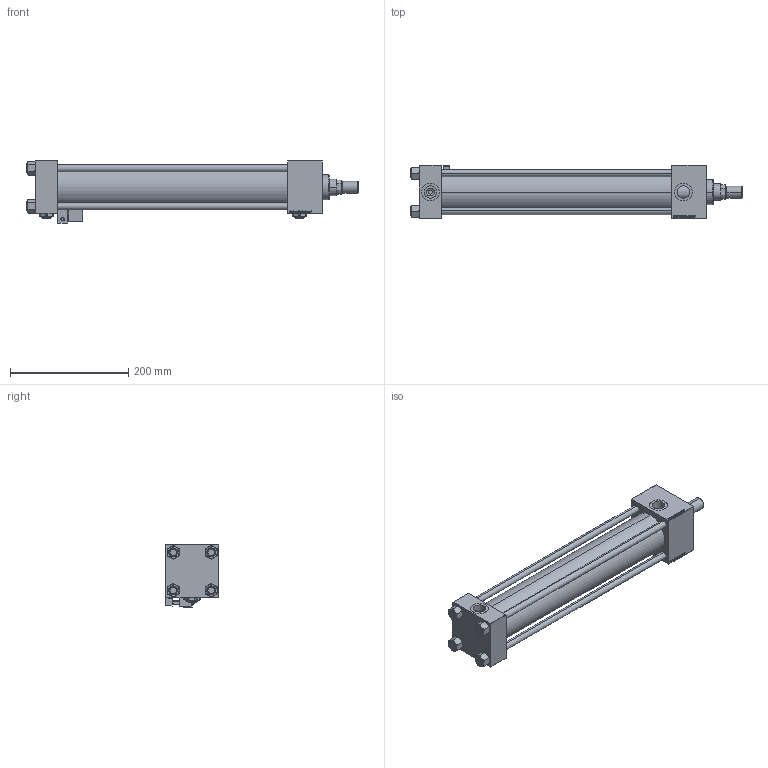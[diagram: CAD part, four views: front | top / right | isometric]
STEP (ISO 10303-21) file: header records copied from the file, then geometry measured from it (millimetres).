
FILE_DESCRIPTION (( 'STEP AP203' ), '1' );
FILE_NAME ('41f6.STEP', '2024-10-21T12:59:04', ( '' ), ( '' ), 'SwSTEP 2.0', 'SolidWorks 2019', '' );
FILE_SCHEMA (( 'CONFIG_CONTROL_DESIGN' ));
Length unit declared in the file: millimetre
Products named in the file (9): V215_VC_A e3a230fc13ed499862f8514bf0d8751d; Zatka_pro_OIL_PORT e3a230fc13ed499862f8514bf0d8751d; NUT_M5_C e3a230fc13ed499862f8514bf0d8751d; V215CR_C_Body e3a230fc13ed499862f8514bf0d8751d; 41f6; ROD_END_AH e3a230fc13ed499862f8514bf0d8751d; V215CR_MSU e3a230fc13ed499862f8514bf0d8751d; V215CR_C_TYCINKA e3a230fc13ed499862f8514bf0d8751d; V215CR_VCP_C e3a230fc13ed499862f8514bf0d8751d
Assembly tree (15 placements, depth 2):
  41f6
    V215CR_C_Body e3a230fc13ed499862f8514bf0d8751d
    V215CR_VCP_C e3a230fc13ed499862f8514bf0d8751d
    NUT_M5_C e3a230fc13ed499862f8514bf0d8751d  x4
    V215CR_C_TYCINKA e3a230fc13ed499862f8514bf0d8751d  x4
    V215_VC_A e3a230fc13ed499862f8514bf0d8751d
    ROD_END_AH e3a230fc13ed499862f8514bf0d8751d
    V215CR_MSU e3a230fc13ed499862f8514bf0d8751d
    Zatka_pro_OIL_PORT e3a230fc13ed499862f8514bf0d8751d  x2
Bounding box: 561 x 90.53 x 105.78 mm (x, y, z)
Volume: 1527468.6 mm3; surface area: 408122.1 mm2
Topology: 15 solids, 15 shells, 1341 faces, 3315 edges, 2119 vertices
Faces by surface type: plane 607, bspline 392, cone 182, cylinder 132, torus 16, sphere 12
Entity records: 54931 total; most frequent: CARTESIAN_POINT 28169, ORIENTED_EDGE 5906, DIRECTION 4019, EDGE_CURVE 2953, VERTEX_POINT 1917, VECTOR 1747, LINE 1747, EDGE_LOOP 1320
